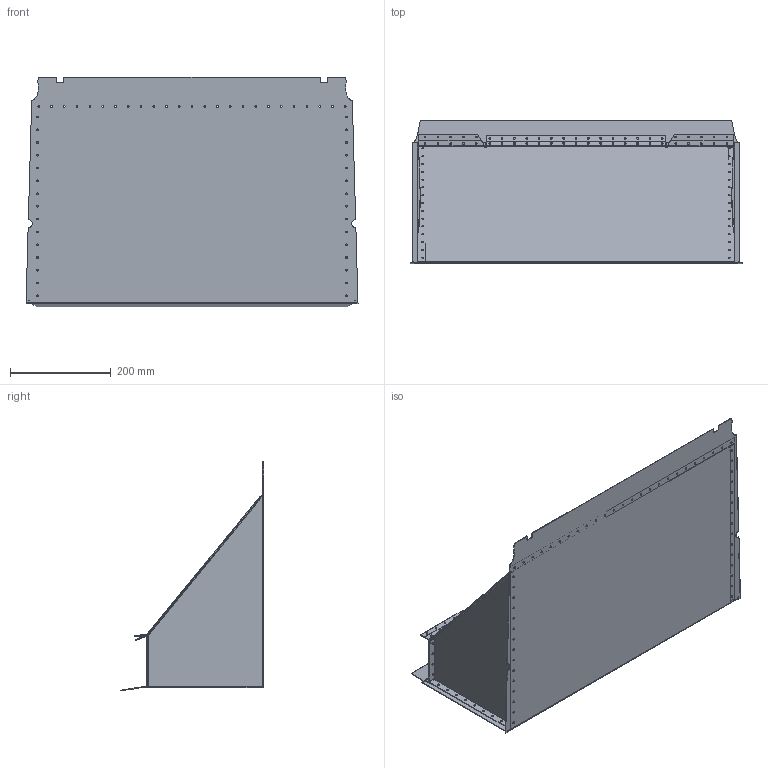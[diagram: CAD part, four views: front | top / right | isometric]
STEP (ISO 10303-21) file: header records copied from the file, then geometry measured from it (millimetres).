
FILE_DESCRIPTION (( 'STEP AP214' ), '1' );
FILE_NAME ('FuelTank5.STEP', '2019-01-26T03:48:03', ( 'pattaya2u' ), ( 'Microsoft' ), 'SwSTEP 2.0', 'SolidWorks 2018', '' );
FILE_SCHEMA (( 'AUTOMOTIVE_DESIGN' ));
Length unit declared in the file: millimetre
Products named in the file (1): FuelTank5
Bounding box: 660.65 x 285.43 x 457.44 mm (x, y, z)
Volume: 1394826.6 mm3; surface area: 1879286.1 mm2
Topology: 5 solids, 5 shells, 971 faces, 2759 edges, 1798 vertices
Faces by surface type: cylinder 747, plane 202, bspline 22
Entity records: 34003 total; most frequent: CARTESIAN_POINT 6518, DIRECTION 5854, ORIENTED_EDGE 5518, EDGE_CURVE 2759, AXIS2_PLACEMENT_3D 2312, VERTEX_POINT 1798, EDGE_LOOP 1683, CIRCLE 1362
